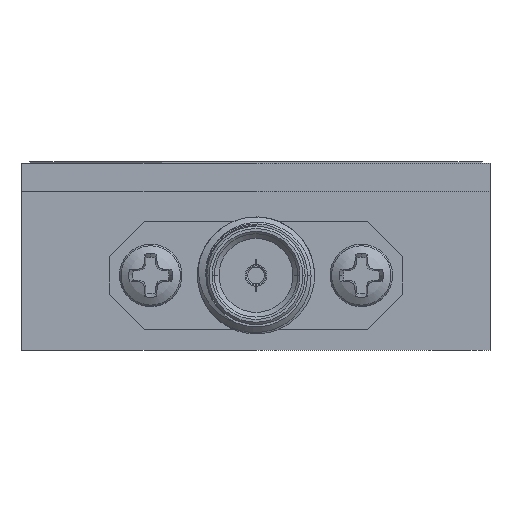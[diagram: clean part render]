
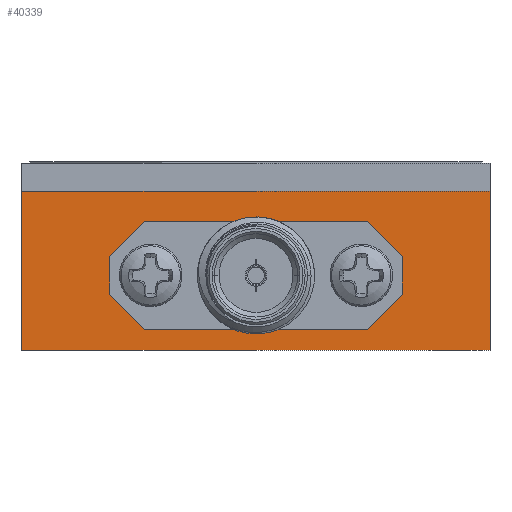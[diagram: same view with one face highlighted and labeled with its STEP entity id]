
A CAD part, left-side view. The second image highlights one B-rep face of the part: STEP entity #40339.
In plain terms, the highlighted planar face has unit normal (-1, 0, 0).
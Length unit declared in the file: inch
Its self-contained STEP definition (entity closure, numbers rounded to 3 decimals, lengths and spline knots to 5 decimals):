
#489 = VECTOR ( 'NONE', #23530, 39.37008 ) ;
#535 = VECTOR ( 'NONE', #9858, 39.37008 ) ;
#831 = CARTESIAN_POINT ( 'NONE',  ( -0.5, 0.5, 0.14 ) ) ;
#1082 = DIRECTION ( 'NONE',  ( 0., 1., 0. ) ) ;
#1710 = DIRECTION ( 'NONE',  ( 0., 0., -1. ) ) ;
#2190 = LINE ( 'NONE', #36642, #2738 ) ;
#2404 = CARTESIAN_POINT ( 'NONE',  ( -0.5, -0.5, -0.2 ) ) ;
#2738 = VECTOR ( 'NONE', #43392, 39.37008 ) ;
#2779 = VECTOR ( 'NONE', #36836, 39.37008 ) ;
#3641 = CARTESIAN_POINT ( 'NONE',  ( -0.5, -0.3125, 0.075 ) ) ;
#4971 = ORIENTED_EDGE ( 'NONE', *, *, #31346, .T. ) ;
#4978 = VERTEX_POINT ( 'NONE', #6772 ) ;
#6103 = AXIS2_PLACEMENT_3D ( 'NONE', #11850, #43034, #1082 ) ;
#6772 = CARTESIAN_POINT ( 'NONE',  ( -0.5, 0.3125, -0.08 ) ) ;
#7216 = ORIENTED_EDGE ( 'NONE', *, *, #19210, .F. ) ;
#7455 = ORIENTED_EDGE ( 'NONE', *, *, #29694, .T. ) ;
#7560 = EDGE_CURVE ( 'NONE', #28279, #24634, #12980, .T. ) ;
#9015 = VECTOR ( 'NONE', #35222, 39.37008 ) ;
#9166 = VECTOR ( 'NONE', #48352, 39.37008 ) ;
#9376 = CARTESIAN_POINT ( 'NONE',  ( -0.5, -0.2375, 0.075 ) ) ;
#9858 = DIRECTION ( 'NONE',  ( 0., 0., 1. ) ) ;
#10161 = LINE ( 'NONE', #2404, #14745 ) ;
#10270 = ORIENTED_EDGE ( 'NONE', *, *, #19813, .T. ) ;
#10624 = CARTESIAN_POINT ( 'NONE',  ( -0.5, -0.5, 0.14 ) ) ;
#10882 = LINE ( 'NONE', #10624, #2779 ) ;
#10933 = VERTEX_POINT ( 'NONE', #35868 ) ;
#11721 = ORIENTED_EDGE ( 'NONE', *, *, #13288, .F. ) ;
#11788 = DIRECTION ( 'NONE',  ( 0., 0.707, -0.707 ) ) ;
#11850 = CARTESIAN_POINT ( 'NONE',  ( -0.5, -0.5, 0.2 ) ) ;
#12018 = LINE ( 'NONE', #27026, #489 ) ;
#12980 = LINE ( 'NONE', #20005, #9015 ) ;
#13288 = EDGE_CURVE ( 'NONE', #38555, #4978, #43421, .T. ) ;
#14160 = CARTESIAN_POINT ( 'NONE',  ( -0.5, 0.5, 0.2 ) ) ;
#14558 = EDGE_CURVE ( 'NONE', #29358, #32550, #10882, .T. ) ;
#14648 = DIRECTION ( 'NONE',  ( 0., 1., 0. ) ) ;
#14745 = VECTOR ( 'NONE', #17654, 39.37008 ) ;
#16093 = PLANE ( 'NONE',  #6103 ) ;
#16930 = ORIENTED_EDGE ( 'NONE', *, *, #39789, .T. ) ;
#17654 = DIRECTION ( 'NONE',  ( 0., -1., 0. ) ) ;
#18489 = CARTESIAN_POINT ( 'NONE',  ( -0.5, -0.3125, -0.08 ) ) ;
#18511 = CARTESIAN_POINT ( 'NONE',  ( -0.5, -0.5, 0.14 ) ) ;
#19019 = EDGE_CURVE ( 'NONE', #24831, #32512, #10161, .T. ) ;
#19110 = FACE_OUTER_BOUND ( 'NONE', #21093, .T. ) ;
#19118 = EDGE_LOOP ( 'NONE', ( #16930, #11721, #43642, #7216, #4971, #26213, #7455, #26748 ) ) ;
#19210 = EDGE_CURVE ( 'NONE', #20990, #23992, #48826, .T. ) ;
#19323 = VECTOR ( 'NONE', #26714, 39.37008 ) ;
#19797 = ORIENTED_EDGE ( 'NONE', *, *, #42655, .F. ) ;
#19813 = EDGE_CURVE ( 'NONE', #29358, #24831, #45342, .T. ) ;
#20005 = CARTESIAN_POINT ( 'NONE',  ( -0.5, -0.3125, -0.155 ) ) ;
#20726 = CARTESIAN_POINT ( 'NONE',  ( -0.5, 0.3125, 0.075 ) ) ;
#20990 = VERTEX_POINT ( 'NONE', #9376 ) ;
#21093 = EDGE_LOOP ( 'NONE', ( #40159, #10270, #39670, #19797 ) ) ;
#22880 = EDGE_CURVE ( 'NONE', #46355, #10933, #48294, .T. ) ;
#23103 = FACE_BOUND ( 'NONE', #19118, .T. ) ;
#23208 = CARTESIAN_POINT ( 'NONE',  ( -0.5, -0.2375, -0.155 ) ) ;
#23530 = DIRECTION ( 'NONE',  ( 0., 0.707, 0.707 ) ) ;
#23992 = VERTEX_POINT ( 'NONE', #27320 ) ;
#24634 = VERTEX_POINT ( 'NONE', #23208 ) ;
#24831 = VERTEX_POINT ( 'NONE', #36881 ) ;
#25799 = VECTOR ( 'NONE', #11788, 39.37008 ) ;
#26152 = CARTESIAN_POINT ( 'NONE',  ( -0.5, -0.5, 0.2 ) ) ;
#26213 = ORIENTED_EDGE ( 'NONE', *, *, #22880, .F. ) ;
#26714 = DIRECTION ( 'NONE',  ( 0., -0.707, 0.707 ) ) ;
#26748 = ORIENTED_EDGE ( 'NONE', *, *, #7560, .F. ) ;
#27026 = CARTESIAN_POINT ( 'NONE',  ( -0.5, 0.17625, -0.21625 ) ) ;
#27320 = CARTESIAN_POINT ( 'NONE',  ( -0.5, 0.2375, 0.075 ) ) ;
#27848 = CARTESIAN_POINT ( 'NONE',  ( -0.5, 0.3125, 0. ) ) ;
#28279 = VERTEX_POINT ( 'NONE', #34868 ) ;
#29358 = VERTEX_POINT ( 'NONE', #831 ) ;
#29694 = EDGE_CURVE ( 'NONE', #46355, #24634, #38745, .T. ) ;
#30370 = DIRECTION ( 'NONE',  ( 0., 0., -1. ) ) ;
#30515 = CARTESIAN_POINT ( 'NONE',  ( -0.5, -0.17625, -0.21625 ) ) ;
#31346 = EDGE_CURVE ( 'NONE', #20990, #10933, #2190, .T. ) ;
#32512 = VERTEX_POINT ( 'NONE', #45685 ) ;
#32550 = VERTEX_POINT ( 'NONE', #18511 ) ;
#34868 = CARTESIAN_POINT ( 'NONE',  ( -0.5, 0.2375, -0.155 ) ) ;
#35222 = DIRECTION ( 'NONE',  ( 0., -1., 0. ) ) ;
#35868 = CARTESIAN_POINT ( 'NONE',  ( -0.5, -0.3125, 0. ) ) ;
#36642 = CARTESIAN_POINT ( 'NONE',  ( -0.5, -0.17625, 0.13625 ) ) ;
#36836 = DIRECTION ( 'NONE',  ( 0., -1., 0. ) ) ;
#36881 = CARTESIAN_POINT ( 'NONE',  ( -0.5, 0.5, -0.2 ) ) ;
#37870 = VECTOR ( 'NONE', #14648, 39.37008 ) ;
#37940 = LINE ( 'NONE', #44921, #19323 ) ;
#38348 = LINE ( 'NONE', #26152, #44360 ) ;
#38555 = VERTEX_POINT ( 'NONE', #27848 ) ;
#38745 = LINE ( 'NONE', #30515, #25799 ) ;
#39670 = ORIENTED_EDGE ( 'NONE', *, *, #19019, .T. ) ;
#39789 = EDGE_CURVE ( 'NONE', #28279, #4978, #12018, .T. ) ;
#40159 = ORIENTED_EDGE ( 'NONE', *, *, #14558, .F. ) ;
#40339 = ADVANCED_FACE ( 'NONE', ( #19110, #23103 ), #16093, .F. ) ;
#42655 = EDGE_CURVE ( 'NONE', #32550, #32512, #38348, .T. ) ;
#43034 = DIRECTION ( 'NONE',  ( 1., 0., 0. ) ) ;
#43392 = DIRECTION ( 'NONE',  ( 0., -0.707, -0.707 ) ) ;
#43421 = LINE ( 'NONE', #20726, #45796 ) ;
#43642 = ORIENTED_EDGE ( 'NONE', *, *, #45181, .T. ) ;
#44042 = CARTESIAN_POINT ( 'NONE',  ( -0.5, -0.3125, 0.075 ) ) ;
#44360 = VECTOR ( 'NONE', #30370, 39.37008 ) ;
#44921 = CARTESIAN_POINT ( 'NONE',  ( -0.5, 0.17625, 0.13625 ) ) ;
#45181 = EDGE_CURVE ( 'NONE', #38555, #23992, #37940, .T. ) ;
#45342 = LINE ( 'NONE', #14160, #9166 ) ;
#45685 = CARTESIAN_POINT ( 'NONE',  ( -0.5, -0.5, -0.2 ) ) ;
#45796 = VECTOR ( 'NONE', #1710, 39.37008 ) ;
#46355 = VERTEX_POINT ( 'NONE', #18489 ) ;
#48294 = LINE ( 'NONE', #44042, #535 ) ;
#48352 = DIRECTION ( 'NONE',  ( 0., 0., -1. ) ) ;
#48826 = LINE ( 'NONE', #3641, #37870 ) ;
